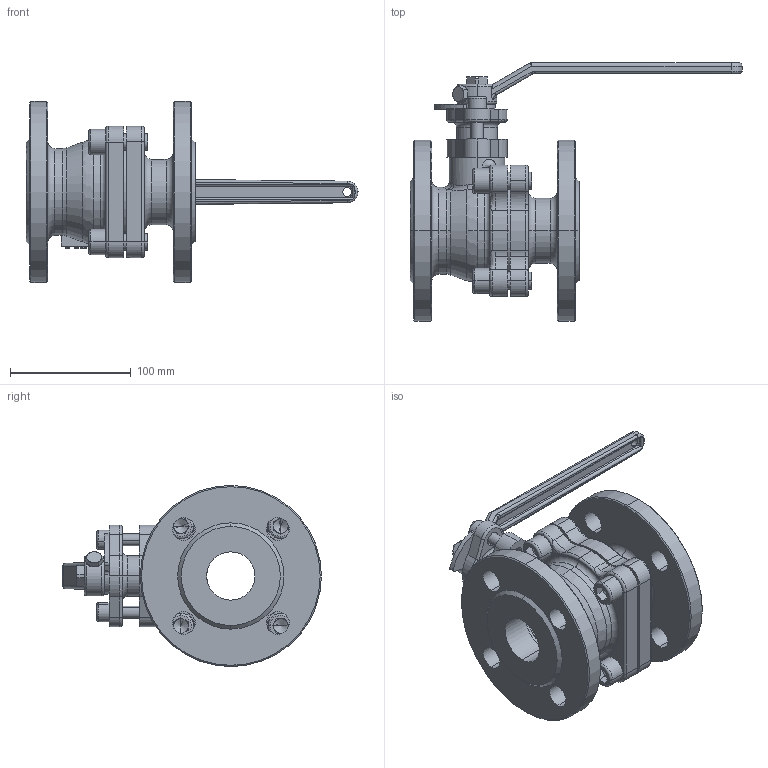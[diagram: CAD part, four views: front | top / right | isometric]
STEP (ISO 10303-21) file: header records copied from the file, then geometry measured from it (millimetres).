
FILE_DESCRIPTION (( 'STEP AP203' ), '1' );
FILE_NAME ('肅40蚾饜芞.STEP', '2023-08-03T08:42:32', ( '' ), ( '' ), 'SwSTEP 2.0', 'SolidWorks 2021', '' );
FILE_SCHEMA (( 'CONFIG_CONTROL_DESIGN' ));
Length unit declared in the file: millimetre
Products named in the file (10): 肅40概裝; 日5定位块借德40; hexagon socket head cap screws gb_GB_FASTENER_SCREWS_HSHCS M14X35-N; 肅40酘概极; hexagon head bolts-full thread gb_GB_FASTENER_BOLT_STBAB A M8X16-N; 日50手柄借德40; 肅40衵概极; 日50填料压盖借德40; 肅40蚾饜芞; hexagon socket head cap screws gb_GB_FASTENER_SCREWS_HSHCS M10X35-N
Assembly tree (13 placements, depth 2):
  肅40蚾饜芞
    肅40酘概极
    肅40衵概极
    肅40概裝
    日50填料压盖借德40
    日5定位块借德40
    日50手柄借德40
    hexagon socket head cap screws gb_GB_FASTENER_SCREWS_HSHCS M14X35-N  x4
    hexagon socket head cap screws gb_GB_FASTENER_SCREWS_HSHCS M10X35-N  x2
    hexagon head bolts-full thread gb_GB_FASTENER_BOLT_STBAB A M8X16-N
Bounding box: 275 x 214.42 x 150.02 mm (x, y, z)
Volume: 1016831.1 mm3; surface area: 231930.9 mm2
Topology: 13 solids, 13 shells, 717 faces, 1801 edges, 1128 vertices
Faces by surface type: plane 297, cylinder 212, torus 77, bspline 77, cone 52, sphere 2
Entity records: 29305 total; most frequent: CARTESIAN_POINT 13405, ORIENTED_EDGE 3130, DIRECTION 3002, EDGE_CURVE 1565, AXIS2_PLACEMENT_3D 1122, VERTEX_POINT 996, VECTOR 758, LINE 758
